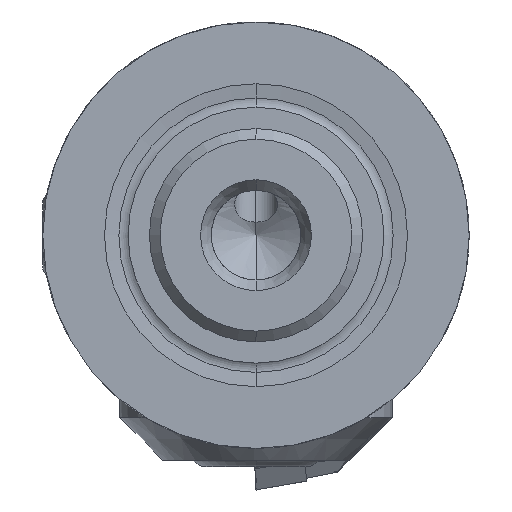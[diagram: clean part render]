
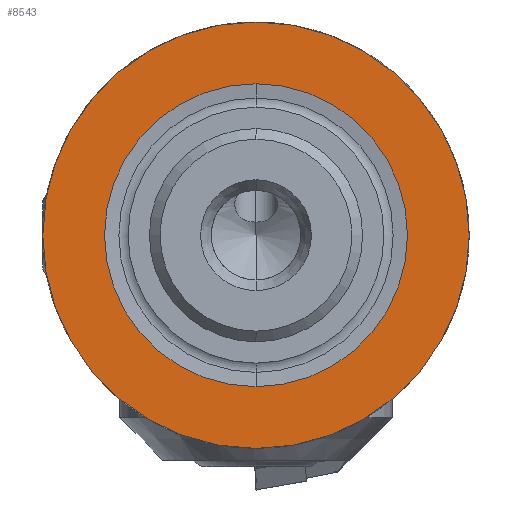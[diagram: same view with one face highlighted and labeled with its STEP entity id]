
A CAD part, left-side view. The second image highlights one B-rep face of the part: STEP entity #8543.
In plain terms, the highlighted planar face has unit normal (-1, 0, 0).
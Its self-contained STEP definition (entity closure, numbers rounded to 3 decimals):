
#367 = EDGE_CURVE ( 'NONE', #13990, #19130, #3274, .T. ) ;
#377 = EDGE_LOOP ( 'NONE', ( #3437, #23199 ) ) ;
#1523 = CARTESIAN_POINT ( 'NONE',  ( 0., 0., -10. ) ) ;
#2562 = DIRECTION ( 'NONE',  ( -1., 0., 0. ) ) ;
#3274 = CIRCLE ( 'NONE', #11212, 10. ) ;
#3437 = ORIENTED_EDGE ( 'NONE', *, *, #26215, .F. ) ;
#4206 = DIRECTION ( 'NONE',  ( -1., 0., 0. ) ) ;
#4809 = EDGE_LOOP ( 'NONE', ( #6757, #25734 ) ) ;
#5117 = CARTESIAN_POINT ( 'NONE',  ( 0., 0., -7.103 ) ) ;
#6054 = AXIS2_PLACEMENT_3D ( 'NONE', #9465, #24645, #11637 ) ;
#6757 = ORIENTED_EDGE ( 'NONE', *, *, #367, .T. ) ;
#8244 = DIRECTION ( 'NONE',  ( 1., 0., 0. ) ) ;
#8253 = CIRCLE ( 'NONE', #16373, 7.103 ) ;
#8319 = FACE_OUTER_BOUND ( 'NONE', #4809, .T. ) ;
#8543 = ADVANCED_FACE ( 'NONE', ( #20539, #8319 ), #25701, .F. ) ;
#9465 = CARTESIAN_POINT ( 'NONE',  ( 0., 0., 0. ) ) ;
#9600 = CIRCLE ( 'NONE', #25325, 7.103 ) ;
#11116 = EDGE_CURVE ( 'NONE', #27528, #23619, #8253, .T. ) ;
#11212 = AXIS2_PLACEMENT_3D ( 'NONE', #23372, #23455, #23739 ) ;
#11637 = DIRECTION ( 'NONE',  ( 0., 0., 1. ) ) ;
#13990 = VERTEX_POINT ( 'NONE', #20483 ) ;
#15536 = CARTESIAN_POINT ( 'NONE',  ( 0., 0., 0. ) ) ;
#16076 = CIRCLE ( 'NONE', #6054, 10. ) ;
#16373 = AXIS2_PLACEMENT_3D ( 'NONE', #17166, #4206, #19368 ) ;
#17166 = CARTESIAN_POINT ( 'NONE',  ( 0., 0., 0. ) ) ;
#17714 = DIRECTION ( 'NONE',  ( 0., 0., 1. ) ) ;
#19130 = VERTEX_POINT ( 'NONE', #1523 ) ;
#19368 = DIRECTION ( 'NONE',  ( 0., 0., 1. ) ) ;
#20483 = CARTESIAN_POINT ( 'NONE',  ( 0., 0., 10. ) ) ;
#20539 = FACE_BOUND ( 'NONE', #377, .T. ) ;
#23199 = ORIENTED_EDGE ( 'NONE', *, *, #11116, .F. ) ;
#23372 = CARTESIAN_POINT ( 'NONE',  ( 0., 0., 0. ) ) ;
#23455 = DIRECTION ( 'NONE',  ( -1., 0., 0. ) ) ;
#23495 = CARTESIAN_POINT ( 'NONE',  ( 0., 7.103, 0. ) ) ;
#23619 = VERTEX_POINT ( 'NONE', #23620 ) ;
#23620 = CARTESIAN_POINT ( 'NONE',  ( 0., 0., 7.103 ) ) ;
#23739 = DIRECTION ( 'NONE',  ( 0., 0., 1. ) ) ;
#24140 = AXIS2_PLACEMENT_3D ( 'NONE', #23495, #8244, #27848 ) ;
#24645 = DIRECTION ( 'NONE',  ( -1., 0., 0. ) ) ;
#25325 = AXIS2_PLACEMENT_3D ( 'NONE', #15536, #2562, #17714 ) ;
#25511 = EDGE_CURVE ( 'NONE', #19130, #13990, #16076, .T. ) ;
#25701 = PLANE ( 'NONE',  #24140 ) ;
#25734 = ORIENTED_EDGE ( 'NONE', *, *, #25511, .T. ) ;
#26215 = EDGE_CURVE ( 'NONE', #23619, #27528, #9600, .T. ) ;
#27528 = VERTEX_POINT ( 'NONE', #5117 ) ;
#27848 = DIRECTION ( 'NONE',  ( 0., 0., -1. ) ) ;
